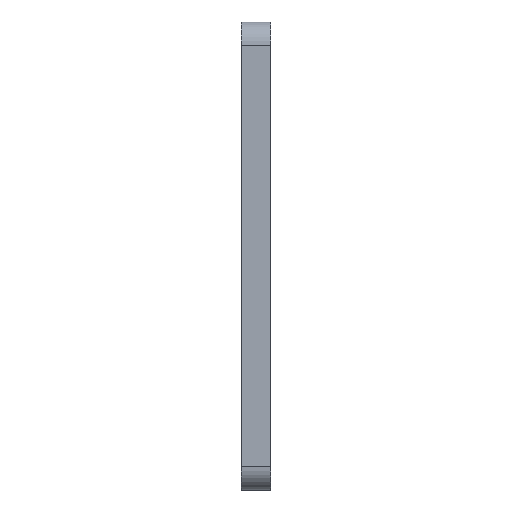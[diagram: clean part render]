
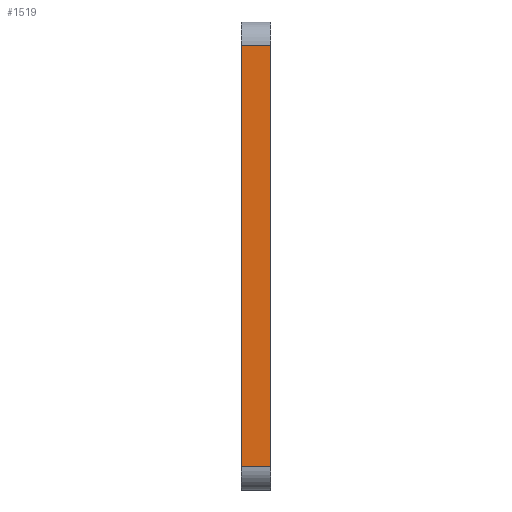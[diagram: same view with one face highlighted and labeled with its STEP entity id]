
A CAD part, left-side view. The second image highlights one B-rep face of the part: STEP entity #1519.
In plain terms, the highlighted planar face has unit normal (-1, 0, 0).
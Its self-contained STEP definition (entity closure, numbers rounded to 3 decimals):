
#69 = DIRECTION ( 'NONE',  ( 0., -1., 0. ) ) ;
#256 = DIRECTION ( 'NONE',  ( 0., -1., 0. ) ) ;
#307 = CARTESIAN_POINT ( 'NONE',  ( -80.5, 0., 0. ) ) ;
#323 = VERTEX_POINT ( 'NONE', #1907 ) ;
#597 = VECTOR ( 'NONE', #3505, 1000. ) ;
#728 = ORIENTED_EDGE ( 'NONE', *, *, #1012, .F. ) ;
#786 = LINE ( 'NONE', #3647, #2180 ) ;
#1012 = EDGE_CURVE ( 'NONE', #2692, #3801, #786, .T. ) ;
#1117 = CARTESIAN_POINT ( 'NONE',  ( -80.5, 10., 72.5 ) ) ;
#1149 = VECTOR ( 'NONE', #4105, 1000. ) ;
#1152 = EDGE_LOOP ( 'NONE', ( #2665, #728, #1660, #3856 ) ) ;
#1195 = LINE ( 'NONE', #3791, #1149 ) ;
#1407 = AXIS2_PLACEMENT_3D ( 'NONE', #3483, #1813, #2126 ) ;
#1519 = ADVANCED_FACE ( 'NONE', ( #2565 ), #4088, .F. ) ;
#1547 = EDGE_CURVE ( 'NONE', #2209, #2692, #1195, .T. ) ;
#1660 = ORIENTED_EDGE ( 'NONE', *, *, #1547, .F. ) ;
#1813 = DIRECTION ( 'NONE',  ( 1., 0., 0. ) ) ;
#1907 = CARTESIAN_POINT ( 'NONE',  ( -80.5, 0., -72.5 ) ) ;
#2126 = DIRECTION ( 'NONE',  ( 0., 0., -1. ) ) ;
#2142 = LINE ( 'NONE', #2810, #3968 ) ;
#2180 = VECTOR ( 'NONE', #69, 1000. ) ;
#2209 = VERTEX_POINT ( 'NONE', #3360 ) ;
#2565 = FACE_OUTER_BOUND ( 'NONE', #1152, .T. ) ;
#2665 = ORIENTED_EDGE ( 'NONE', *, *, #3517, .T. ) ;
#2692 = VERTEX_POINT ( 'NONE', #1117 ) ;
#2783 = EDGE_CURVE ( 'NONE', #2209, #323, #2142, .T. ) ;
#2810 = CARTESIAN_POINT ( 'NONE',  ( -80.5, 10., -72.5 ) ) ;
#3073 = CARTESIAN_POINT ( 'NONE',  ( -80.5, 0., 72.5 ) ) ;
#3360 = CARTESIAN_POINT ( 'NONE',  ( -80.5, 10., -72.5 ) ) ;
#3483 = CARTESIAN_POINT ( 'NONE',  ( -80.5, 10., 0. ) ) ;
#3505 = DIRECTION ( 'NONE',  ( 0., 0., 1. ) ) ;
#3508 = LINE ( 'NONE', #307, #597 ) ;
#3517 = EDGE_CURVE ( 'NONE', #323, #3801, #3508, .T. ) ;
#3647 = CARTESIAN_POINT ( 'NONE',  ( -80.5, 10., 72.5 ) ) ;
#3791 = CARTESIAN_POINT ( 'NONE',  ( -80.5, 10., 0. ) ) ;
#3801 = VERTEX_POINT ( 'NONE', #3073 ) ;
#3856 = ORIENTED_EDGE ( 'NONE', *, *, #2783, .T. ) ;
#3968 = VECTOR ( 'NONE', #256, 1000. ) ;
#4088 = PLANE ( 'NONE',  #1407 ) ;
#4105 = DIRECTION ( 'NONE',  ( 0., 0., 1. ) ) ;
